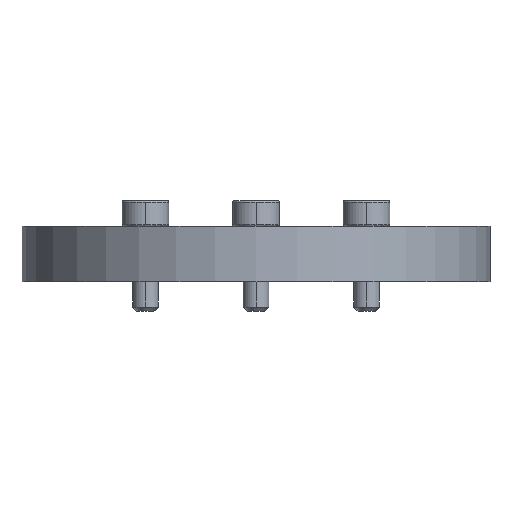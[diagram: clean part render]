
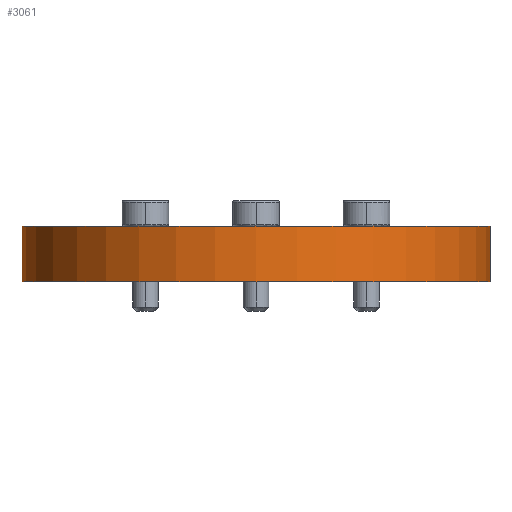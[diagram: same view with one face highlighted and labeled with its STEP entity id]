
A CAD part, front view. The second image highlights one B-rep face of the part: STEP entity #3061.
In plain terms, the highlighted cylindrical face has radius 27.5 mm (diameter 55 mm), a partial arc.
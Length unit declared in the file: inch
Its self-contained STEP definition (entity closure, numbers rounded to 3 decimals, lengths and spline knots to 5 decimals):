
#81 = CARTESIAN_POINT ( 'NONE',  ( 0., 1.08268, -0.25591 ) ) ;
#129 = EDGE_CURVE ( 'NONE', #669, #1279, #2060, .T. ) ;
#669 = VERTEX_POINT ( 'NONE', #3622 ) ;
#745 = AXIS2_PLACEMENT_3D ( 'NONE', #3359, #3114, #1353 ) ;
#1188 = CARTESIAN_POINT ( 'NONE',  ( 2.16535, 1.08268, 0. ) ) ;
#1279 = VERTEX_POINT ( 'NONE', #2086 ) ;
#1308 = EDGE_CURVE ( 'NONE', #669, #2898, #2746, .T. ) ;
#1353 = DIRECTION ( 'NONE',  ( 1., 0., 0. ) ) ;
#1357 = DIRECTION ( 'NONE',  ( 1., 0., 0. ) ) ;
#1450 = VERTEX_POINT ( 'NONE', #1188 ) ;
#1521 = CARTESIAN_POINT ( 'NONE',  ( 2.16535, 1.08268, -0.25591 ) ) ;
#1637 = FACE_OUTER_BOUND ( 'NONE', #3352, .T. ) ;
#1640 = DIRECTION ( 'NONE',  ( 0., 0., -1. ) ) ;
#1818 = AXIS2_PLACEMENT_3D ( 'NONE', #2181, #2806, #3598 ) ;
#1877 = DIRECTION ( 'NONE',  ( 0., 0., 1. ) ) ;
#1936 = EDGE_CURVE ( 'NONE', #1450, #2898, #2545, .T. ) ;
#2060 = CIRCLE ( 'NONE', #1818, 1.08268 ) ;
#2086 = CARTESIAN_POINT ( 'NONE',  ( 2.16535, 1.08268, -0.25591 ) ) ;
#2151 = CARTESIAN_POINT ( 'NONE',  ( 1.08268, 1.08268, 0. ) ) ;
#2181 = CARTESIAN_POINT ( 'NONE',  ( 1.08268, 1.08268, -0.25591 ) ) ;
#2364 = LINE ( 'NONE', #1521, #2915 ) ;
#2372 = EDGE_CURVE ( 'NONE', #1279, #1450, #2364, .T. ) ;
#2545 = CIRCLE ( 'NONE', #3460, 1.08268 ) ;
#2673 = DIRECTION ( 'NONE',  ( 0., 0., 1. ) ) ;
#2746 = LINE ( 'NONE', #81, #2970 ) ;
#2806 = DIRECTION ( 'NONE',  ( 0., 0., 1. ) ) ;
#2809 = CYLINDRICAL_SURFACE ( 'NONE', #745, 1.08268 ) ;
#2843 = ORIENTED_EDGE ( 'NONE', *, *, #129, .T. ) ;
#2898 = VERTEX_POINT ( 'NONE', #3016 ) ;
#2915 = VECTOR ( 'NONE', #2673, 39.37008 ) ;
#2943 = ORIENTED_EDGE ( 'NONE', *, *, #1308, .F. ) ;
#2970 = VECTOR ( 'NONE', #1877, 39.37008 ) ;
#3016 = CARTESIAN_POINT ( 'NONE',  ( 0., 1.08268, 0. ) ) ;
#3061 = ADVANCED_FACE ( 'NONE', ( #1637 ), #2809, .T. ) ;
#3114 = DIRECTION ( 'NONE',  ( 0., 0., 1. ) ) ;
#3279 = ORIENTED_EDGE ( 'NONE', *, *, #2372, .T. ) ;
#3317 = ORIENTED_EDGE ( 'NONE', *, *, #1936, .T. ) ;
#3352 = EDGE_LOOP ( 'NONE', ( #2943, #2843, #3279, #3317 ) ) ;
#3359 = CARTESIAN_POINT ( 'NONE',  ( 1.08268, 1.08268, -0.25591 ) ) ;
#3460 = AXIS2_PLACEMENT_3D ( 'NONE', #2151, #1640, #1357 ) ;
#3598 = DIRECTION ( 'NONE',  ( 1., 0., 0. ) ) ;
#3622 = CARTESIAN_POINT ( 'NONE',  ( 0., 1.08268, -0.25591 ) ) ;
